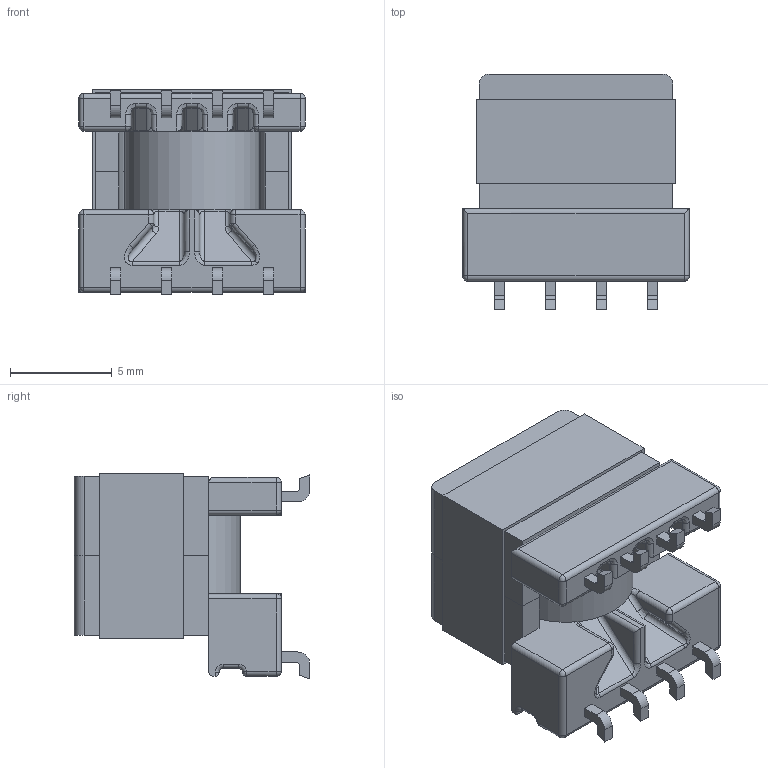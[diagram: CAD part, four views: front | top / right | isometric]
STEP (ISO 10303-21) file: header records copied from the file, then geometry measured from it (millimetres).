
FILE_DESCRIPTION( ( 'Unknown' ), '1' );
FILE_NAME( '75031xxxx.stp', 'Unknown', ( 'Unknown' ), ( 'Unknown' ), 'PSStep 21.0.46', 'Unknown', ' ' );
FILE_SCHEMA( ( 'AUTOMOTIVE_DESIGN { 1 0 10303 214 1 1 1 1 }' ) );
Length unit declared in the file: millimetre
Products named in the file (6): Assem1; tape; coil; core; bobbin; core 2
Assembly tree (5 placements, depth 2):
  Assem1
    tape
    coil
    core
    bobbin
    core 2
Bounding box: 11.1 x 11.56 x 10.1 mm (x, y, z)
Volume: 717.8 mm3; surface area: 1625.4 mm2
Topology: 5 solids, 5 shells, 395 faces, 978 edges, 598 vertices
Faces by surface type: plane 209, cylinder 117, bspline 29, extrusion 16, sphere 14, torus 10
Full cylindrical faces by diameter (mm): 0.5 x1, 3.4 x2, 3.5 x1, 4.52 x2, 6.6 x1
Entity records: 15904 total; most frequent: CARTESIAN_POINT 3777, ORIENTED_EDGE 1904, DIRECTION 1705, EDGE_CURVE 952, VERTEX_POINT 598, VECTOR 573, AXIS2_PLACEMENT_3D 566, LINE 557
